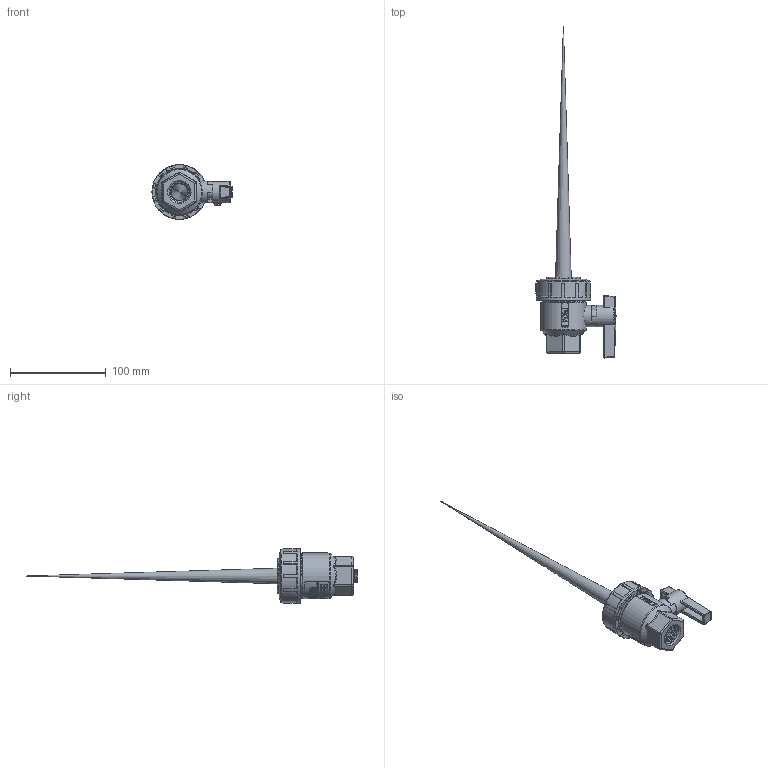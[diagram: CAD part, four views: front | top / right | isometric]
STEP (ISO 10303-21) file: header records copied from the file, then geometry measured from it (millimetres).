
FILE_DESCRIPTION(/* description */ (''),/* implementation_level */ '2;1');
FILE_NAME(/* name */ 'UV050FPV.stp',/* time_stamp */ '2020-05-15T09:38:38-04:00',/* author */ ('DCT'),/* organization */ (''),/* preprocessor_version */ 'ST-DEVELOPER v17.2',/* originating_system */ 'Autodesk Inventor 2019',/* authorisation */ '');
FILE_SCHEMA (('AUTOMOTIVE_DESIGN { 1 0 10303 214 3 1 1 }'));
Products named in the file (16): UV050FPV; UV07150; UV07151; UV07255; UV07255M; UVX07255; UV07258; UV15220; UV07153; VL1005; UV05254; UV05254_1; UVL1000; UV07163V; UV05256; UV07264V
Assembly tree (17 placements, depth 4):
  UV050FPV
    UV07150
    UV07151
    UV07255
      UV07255M
        UVX07255
    UV07258  x2
    UV15220
    UV07153
    VL1005
    UV05254
      UV05254_1
      UVL1000
    UV07163V  x2
    UV05256
    UV07264V
Bounding box: 83.49 x 346.28 x 57.15 mm (x, y, z)
Volume: 119055.6 mm3; surface area: 103357.5 mm2
Topology: 14 solids, 14 shells, 2478 faces, 6635 edges, 4415 vertices
Faces by surface type: plane 1238, bspline 731, cylinder 390, cone 70, torus 35, sphere 14
Full cylindrical faces by diameter (mm): 2.13 x10, 3.505 x8, 8.331 x1, 9.703 x2, 13.995 x3, 14.173 x1, 16.764 x1, 18.466 x1, 19.05 x1, 19.304 x1, 20.066 x2, 22.098 x2, 29.083 x2, 29.286 x1, 29.388 x1, 36.068 x1, 36.83 x1, 37.084 x1, 38.1 x1, 41.275 x1, 42.418 x1, 43.84 x4, 45.161 x4, 47.244 x4, 47.625 x1, 48.031 x5, 55.562 x1, 57.15 x1
Entity records: 126731 total; most frequent: CARTESIAN_POINT 67020, ORIENTED_EDGE 13226, DIRECTION 9973, EDGE_CURVE 6613, VERTEX_POINT 4403, AXIS2_PLACEMENT_3D 3439, LINE 3095, VECTOR 3095
